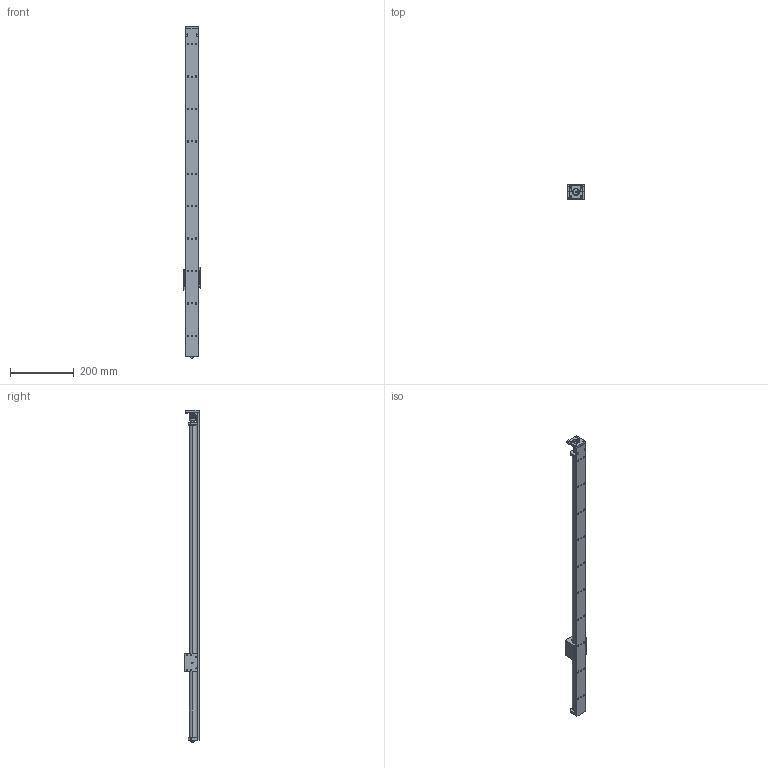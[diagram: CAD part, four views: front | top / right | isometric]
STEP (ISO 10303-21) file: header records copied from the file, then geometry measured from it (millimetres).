
FILE_DESCRIPTION (( 'STEP AP214' ), '1' );
FILE_NAME ('LACP-16T36LP5.step', '2016-06-20T13:15:02', ( '' ), ( '' ), 'SwSTEP 2.0', 'SolidWorks 2016', '' );
FILE_SCHEMA (( 'AUTOMOTIVE_DESIGN' ));
Length unit declared in the file: inch
Products named in the file (3): LACP-16TXXLP5-CAR; LACP-16T36LP5-RAIL; LACP-16T36LP5
Assembly tree (2 placements, depth 2):
  LACP-16T36LP5
    LACP-16T36LP5-RAIL
    LACP-16TXXLP5-CAR
Bounding box: 51.56 x 46.02 x 1041.27 mm (x, y, z)
Volume: 692671.6 mm3; surface area: 299098.7 mm2
Topology: 25 solids, 25 shells, 947 faces, 2412 edges, 1559 vertices
Faces by surface type: cylinder 562, plane 289, cone 64, torus 26, bspline 6
Entity records: 48443 total; most frequent: CARTESIAN_POINT 12635, DIRECTION 4874, ORIENTED_EDGE 4744, EDGE_CURVE 2372, AXIS2_PLACEMENT_3D 1889, VERTEX_POINT 1559, EDGE_LOOP 1209, LINE 1096
